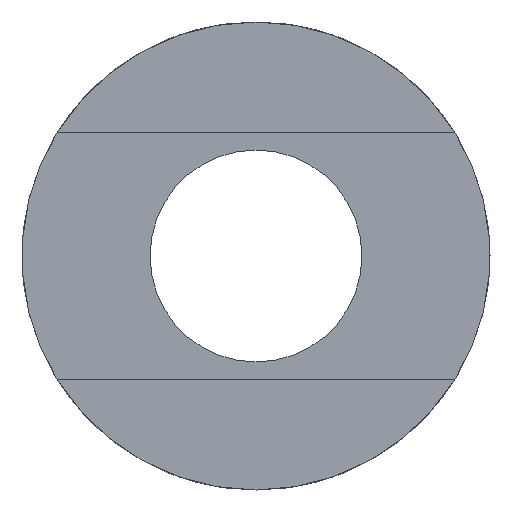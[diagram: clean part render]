
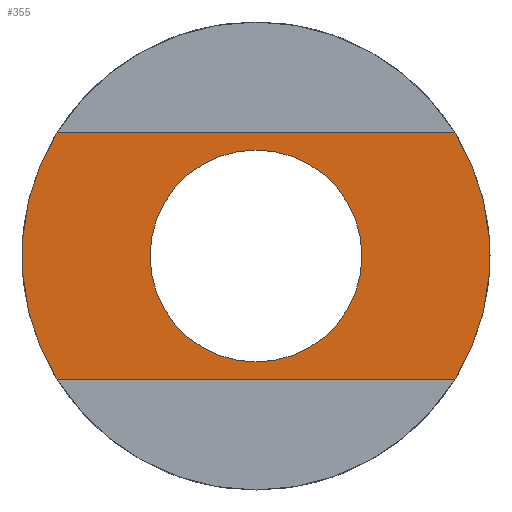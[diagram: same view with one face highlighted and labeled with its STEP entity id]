
A CAD part, front view. The second image highlights one B-rep face of the part: STEP entity #355.
In plain terms, the highlighted planar face has unit normal (0, -1, 0).
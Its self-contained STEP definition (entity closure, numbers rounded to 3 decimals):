
#9 = ORIENTED_EDGE ( 'NONE', *, *, #1375, .T. ) ;
#71 = AXIS2_PLACEMENT_3D ( 'NONE', #465, #1136, #1131 ) ;
#74 = VECTOR ( 'NONE', #828, 1000. ) ;
#99 = LINE ( 'NONE', #1789, #74 ) ;
#101 = CARTESIAN_POINT ( 'NONE',  ( 2.15, 0., 2.5 ) ) ;
#125 = AXIS2_PLACEMENT_3D ( 'NONE', #881, #987, #1244 ) ;
#150 = DIRECTION ( 'NONE',  ( -1., 0., 0. ) ) ;
#355 = ADVANCED_FACE ( 'NONE', ( #1134, #1116 ), #1302, .T. ) ;
#388 = EDGE_CURVE ( 'NONE', #885, #868, #1104, .T. ) ;
#401 = EDGE_CURVE ( 'NONE', #1062, #1201, #1059, .T. ) ;
#417 = DIRECTION ( 'NONE',  ( 0., 0., -1. ) ) ;
#422 = DIRECTION ( 'NONE',  ( 0., 1., 0. ) ) ;
#424 = CARTESIAN_POINT ( 'NONE',  ( 0., 0., 0. ) ) ;
#438 = ORIENTED_EDGE ( 'NONE', *, *, #401, .F. ) ;
#452 = CIRCLE ( 'NONE', #125, 2.15 ) ;
#465 = CARTESIAN_POINT ( 'NONE',  ( 0., 0., 0. ) ) ;
#498 = EDGE_LOOP ( 'NONE', ( #1859, #9 ) ) ;
#500 = EDGE_CURVE ( 'NONE', #1062, #1718, #1003, .T. ) ;
#525 = AXIS2_PLACEMENT_3D ( 'NONE', #660, #663, #1407 ) ;
#531 = CARTESIAN_POINT ( 'NONE',  ( 4.039, 0., -2.5 ) ) ;
#575 = CIRCLE ( 'NONE', #842, 4.75 ) ;
#595 = DIRECTION ( 'NONE',  ( 0., 0., -1. ) ) ;
#597 = DIRECTION ( 'NONE',  ( 0., 1., 0. ) ) ;
#599 = CARTESIAN_POINT ( 'NONE',  ( 0., 0., 0. ) ) ;
#660 = CARTESIAN_POINT ( 'NONE',  ( 2.15, 0., 0. ) ) ;
#663 = DIRECTION ( 'NONE',  ( 0., -1., 0. ) ) ;
#679 = CARTESIAN_POINT ( 'NONE',  ( 4.039, 0., 2.5 ) ) ;
#800 = CARTESIAN_POINT ( 'NONE',  ( -4.039, 0., 2.5 ) ) ;
#828 = DIRECTION ( 'NONE',  ( 1., 0., 0. ) ) ;
#842 = AXIS2_PLACEMENT_3D ( 'NONE', #599, #597, #595 ) ;
#868 = VERTEX_POINT ( 'NONE', #1210 ) ;
#880 = CARTESIAN_POINT ( 'NONE',  ( -4.039, 0., -2.5 ) ) ;
#881 = CARTESIAN_POINT ( 'NONE',  ( 0., 0., 0. ) ) ;
#885 = VERTEX_POINT ( 'NONE', #1228 ) ;
#928 = EDGE_LOOP ( 'NONE', ( #1904, #1049, #2051, #438 ) ) ;
#983 = VECTOR ( 'NONE', #150, 1000. ) ;
#987 = DIRECTION ( 'NONE',  ( 0., 1., 0. ) ) ;
#1003 = LINE ( 'NONE', #101, #983 ) ;
#1049 = ORIENTED_EDGE ( 'NONE', *, *, #1133, .F. ) ;
#1059 = CIRCLE ( 'NONE', #1096, 4.75 ) ;
#1062 = VERTEX_POINT ( 'NONE', #679 ) ;
#1096 = AXIS2_PLACEMENT_3D ( 'NONE', #424, #422, #417 ) ;
#1104 = CIRCLE ( 'NONE', #71, 2.15 ) ;
#1116 = FACE_OUTER_BOUND ( 'NONE', #928, .T. ) ;
#1131 = DIRECTION ( 'NONE',  ( 0., 0., -1. ) ) ;
#1133 = EDGE_CURVE ( 'NONE', #1703, #1718, #575, .T. ) ;
#1134 = FACE_BOUND ( 'NONE', #498, .T. ) ;
#1136 = DIRECTION ( 'NONE',  ( 0., 1., 0. ) ) ;
#1201 = VERTEX_POINT ( 'NONE', #531 ) ;
#1210 = CARTESIAN_POINT ( 'NONE',  ( 0., 0., 2.15 ) ) ;
#1228 = CARTESIAN_POINT ( 'NONE',  ( 0., 0., -2.15 ) ) ;
#1244 = DIRECTION ( 'NONE',  ( 0., 0., -1. ) ) ;
#1302 = PLANE ( 'NONE',  #525 ) ;
#1375 = EDGE_CURVE ( 'NONE', #868, #885, #452, .T. ) ;
#1407 = DIRECTION ( 'NONE',  ( 0., 0., -1. ) ) ;
#1703 = VERTEX_POINT ( 'NONE', #880 ) ;
#1718 = VERTEX_POINT ( 'NONE', #800 ) ;
#1789 = CARTESIAN_POINT ( 'NONE',  ( 2.15, 0., -2.5 ) ) ;
#1859 = ORIENTED_EDGE ( 'NONE', *, *, #388, .T. ) ;
#1904 = ORIENTED_EDGE ( 'NONE', *, *, #500, .T. ) ;
#1930 = EDGE_CURVE ( 'NONE', #1703, #1201, #99, .T. ) ;
#2051 = ORIENTED_EDGE ( 'NONE', *, *, #1930, .T. ) ;
